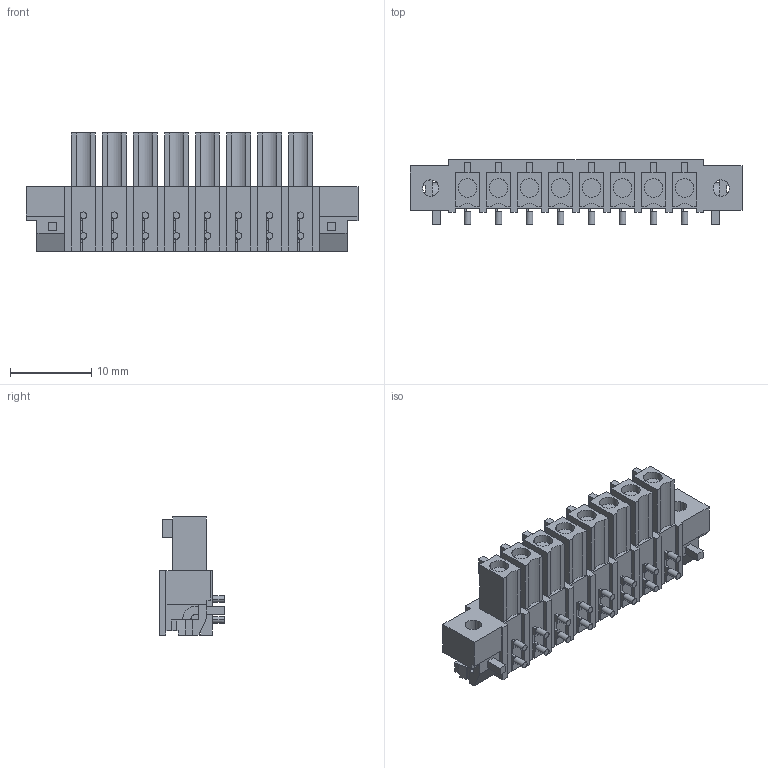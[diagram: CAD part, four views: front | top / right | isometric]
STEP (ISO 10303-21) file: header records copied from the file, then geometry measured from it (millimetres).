
FILE_DESCRIPTION(('CATIA V5 STEP Exchange'),'2;1');
FILE_NAME ('D1447084_0_1028790000_1028790000.stp','2016-12-08T12:11:24+00:00',('none'),('Weidmueller'),'CATIA Version 5-6 Release 2014','CATIA V5 STEP AP203','none');
FILE_SCHEMA(('CONFIG_CONTROL_DESIGN'));
Length unit declared in the file: millimetre
Products named in the file (1): 1028790000_S
Bounding box: 40.78 x 7.95 x 14.5 mm (x, y, z)
Volume: 2219 mm3; surface area: 2638.4 mm2
Topology: 11 solids, 11 shells, 580 faces, 1512 edges, 992 vertices
Faces by surface type: plane 500, cylinder 80
Entity records: 15948 total; most frequent: ORIENTED_EDGE 3024, CARTESIAN_POINT 2959, DIRECTION 2025, EDGE_CURVE 1512, VECTOR 1271, LINE 1271, VERTEX_POINT 992, EDGE_LOOP 626
